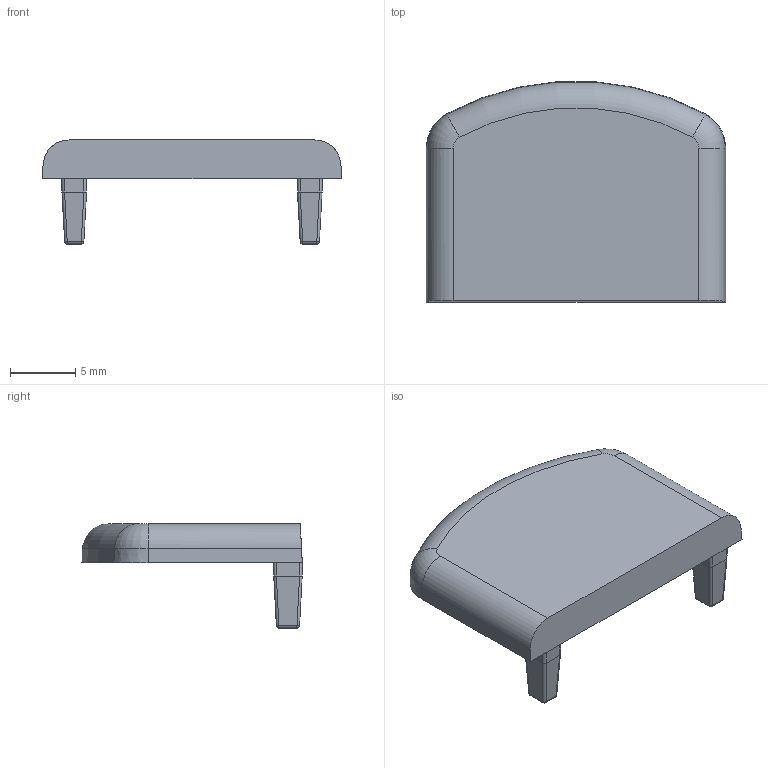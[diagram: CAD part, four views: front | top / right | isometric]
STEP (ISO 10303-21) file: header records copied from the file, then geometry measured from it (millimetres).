
FILE_DESCRIPTION (( 'STEP AP214' ), '1' );
FILE_NAME ('EFLEXC1_STPALL.STEP', '2022-09-23T12:57:10', ( '' ), ( '' ), 'SwSTEP 2.0', 'SolidWorks 2020', '' );
FILE_SCHEMA (( 'AUTOMOTIVE_DESIGN' ));
Length unit declared in the file: millimetre
Products named in the file (1): EFLEXC1_STPALL
Bounding box: 23 x 16.95 x 8 mm (x, y, z)
Volume: 1073.2 mm3; surface area: 964.3 mm2
Topology: 1 solids, 1 shells, 63 faces, 151 edges, 90 vertices
Faces by surface type: cylinder 26, plane 23, sphere 8, cone 3, torus 3
Entity records: 1820 total; most frequent: CARTESIAN_POINT 359, ORIENTED_EDGE 302, DIRECTION 298, EDGE_CURVE 151, AXIS2_PLACEMENT_3D 101, VECTOR 96, LINE 96, VERTEX_POINT 90
